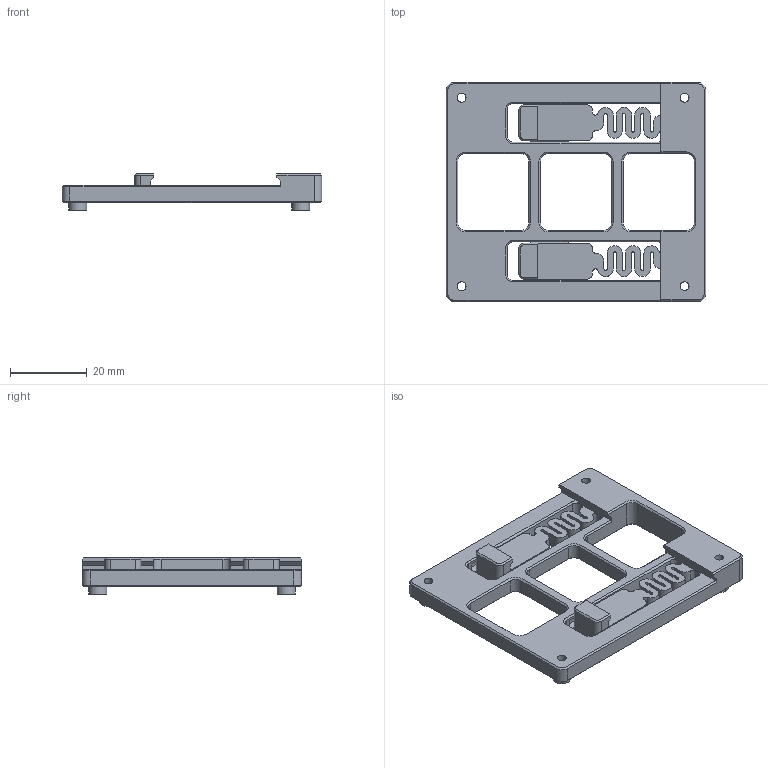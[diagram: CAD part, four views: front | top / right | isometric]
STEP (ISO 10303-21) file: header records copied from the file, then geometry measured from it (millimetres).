
FILE_DESCRIPTION(/* description */ (''),/* implementation_level */ '2;1');
FILE_NAME(/* name */ 'rPi_mount.step',/* time_stamp */ '2025-04-21T08:42:17-05:00',/* author */ (''),/* organization */ (''),/* preprocessor_version */ 'ST-DEVELOPER v20.1',/* originating_system */ 'Autodesk Translation Framework v14.4.0.0',/* authorisation */ '');
FILE_SCHEMA (('AUTOMOTIVE_DESIGN { 1 0 10303 214 3 1 1 }'));
Length unit declared in the file: millimetre
Products named in the file (3): Board_Plate; mount_inserts; insert
Assembly tree (5 placements, depth 3):
  Board_Plate
    mount_inserts
      insert  x4
Bounding box: 67.5 x 57 x 9.6 mm (x, y, z)
Volume: 12581.3 mm3; surface area: 10411.3 mm2
Topology: 5 solids, 5 shells, 515 faces, 1264 edges, 768 vertices
Faces by surface type: plane 315, cone 100, cylinder 96, bspline 4
Full cylindrical faces by diameter (mm): 2.3 x4, 3 x4, 4.7 x4
Entity records: 13932 total; most frequent: CARTESIAN_POINT 2498, DIRECTION 2387, ORIENTED_EDGE 2336, EDGE_CURVE 1168, LINE 895, VECTOR 895, AXIS2_PLACEMENT_3D 746, VERTEX_POINT 705
